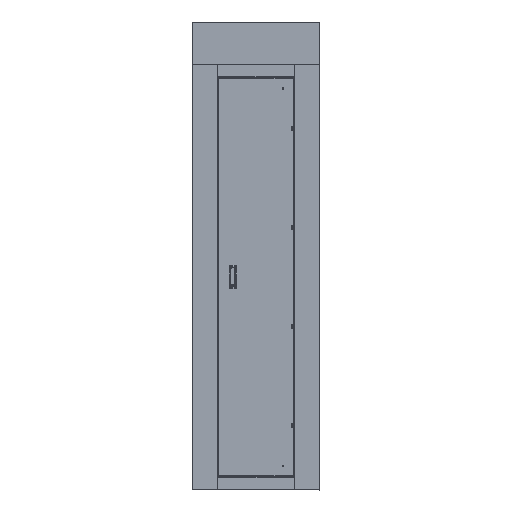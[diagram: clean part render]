
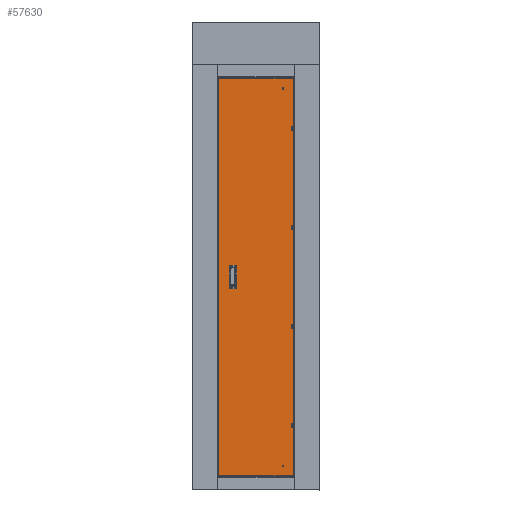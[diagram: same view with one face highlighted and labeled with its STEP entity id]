
A CAD part, top view. The second image highlights one B-rep face of the part: STEP entity #57630.
In plain terms, the highlighted planar face has unit normal (0, 0, 1).
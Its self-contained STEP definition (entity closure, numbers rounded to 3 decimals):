
#15 = DIRECTION ( 'NONE',  ( -1., 0., 0. ) ) ;
#49 = ORIENTED_EDGE ( 'NONE', *, *, #3853, .F. ) ;
#143 = DIRECTION ( 'NONE',  ( -1., 0., 0. ) ) ;
#240 = CARTESIAN_POINT ( 'NONE',  ( -67.388, 871.112, 1474. ) ) ;
#1930 = VERTEX_POINT ( 'NONE', #43250 ) ;
#2360 = CARTESIAN_POINT ( 'NONE',  ( -15.388, -10.888, 1474. ) ) ;
#2859 = AXIS2_PLACEMENT_3D ( 'NONE', #32807, #5385, #37382 ) ;
#3247 = CARTESIAN_POINT ( 'NONE',  ( -15.388, -119.888, 1474. ) ) ;
#3582 = CIRCLE ( 'NONE', #57365, 1. ) ;
#3853 = EDGE_CURVE ( 'NONE', #28169, #23186, #35137, .T. ) ;
#3860 = CARTESIAN_POINT ( 'NONE',  ( -15.388, -120.888, 1474. ) ) ;
#3976 = ORIENTED_EDGE ( 'NONE', *, *, #6792, .F. ) ;
#5385 = DIRECTION ( 'NONE',  ( 0., 0., -1. ) ) ;
#5955 = CARTESIAN_POINT ( 'NONE',  ( -14.388, -10.888, 1474. ) ) ;
#6036 = DIRECTION ( 'NONE',  ( 0., -1., 0. ) ) ;
#6385 = EDGE_CURVE ( 'NONE', #23927, #31300, #24074, .T. ) ;
#6651 = CARTESIAN_POINT ( 'NONE',  ( -15.388, -11.888, 1474. ) ) ;
#6757 = ORIENTED_EDGE ( 'NONE', *, *, #6385, .T. ) ;
#6792 = EDGE_CURVE ( 'NONE', #19964, #48928, #49231, .T. ) ;
#9283 = AXIS2_PLACEMENT_3D ( 'NONE', #54937, #27393, #15 ) ;
#11077 = CARTESIAN_POINT ( 'NONE',  ( 18.612, -119.888, 1474. ) ) ;
#11167 = CARTESIAN_POINT ( 'NONE',  ( 17.612, -119.888, 1474. ) ) ;
#11408 = EDGE_CURVE ( 'NONE', #24264, #31247, #27229, .T. ) ;
#11557 = DIRECTION ( 'NONE',  ( -1., 0., 0. ) ) ;
#15218 = ORIENTED_EDGE ( 'NONE', *, *, #38171, .T. ) ;
#15772 = DIRECTION ( 'NONE',  ( -1., 0., 0. ) ) ;
#16539 = CARTESIAN_POINT ( 'NONE',  ( -65.388, 871.112, 1474. ) ) ;
#17121 = AXIS2_PLACEMENT_3D ( 'NONE', #55070, #27520, #143 ) ;
#18302 = ORIENTED_EDGE ( 'NONE', *, *, #24525, .T. ) ;
#18324 = CARTESIAN_POINT ( 'NONE',  ( 18.612, -120.888, 1474. ) ) ;
#19964 = VERTEX_POINT ( 'NONE', #6651 ) ;
#21090 = EDGE_CURVE ( 'NONE', #35482, #23186, #3582, .T. ) ;
#21157 = CIRCLE ( 'NONE', #2859, 1. ) ;
#21928 = DIRECTION ( 'NONE',  ( -1., 0., 0. ) ) ;
#23186 = VERTEX_POINT ( 'NONE', #40842 ) ;
#23809 = EDGE_CURVE ( 'NONE', #35482, #1930, #47805, .T. ) ;
#23927 = VERTEX_POINT ( 'NONE', #47586 ) ;
#24074 = LINE ( 'NONE', #55583, #47026 ) ;
#24264 = VERTEX_POINT ( 'NONE', #45546 ) ;
#24525 = EDGE_CURVE ( 'NONE', #57574, #1930, #21157, .T. ) ;
#25662 = VECTOR ( 'NONE', #11557, 1000. ) ;
#26873 = CARTESIAN_POINT ( 'NONE',  ( -14.388, -119.888, 1474. ) ) ;
#26875 = ORIENTED_EDGE ( 'NONE', *, *, #23809, .F. ) ;
#27088 = EDGE_CURVE ( 'NONE', #19964, #56644, #31540, .T. ) ;
#27229 = LINE ( 'NONE', #240, #51681 ) ;
#27393 = DIRECTION ( 'NONE',  ( 0., 0., -1. ) ) ;
#27520 = DIRECTION ( 'NONE',  ( 0., 0., -1. ) ) ;
#28169 = VERTEX_POINT ( 'NONE', #30805 ) ;
#29095 = EDGE_CURVE ( 'NONE', #23927, #24264, #52953, .T. ) ;
#30618 = AXIS2_PLACEMENT_3D ( 'NONE', #26873, #59087, #31500 ) ;
#30805 = CARTESIAN_POINT ( 'NONE',  ( -14.388, -120.888, 1474. ) ) ;
#31247 = VERTEX_POINT ( 'NONE', #38380 ) ;
#31300 = VERTEX_POINT ( 'NONE', #38579 ) ;
#31500 = DIRECTION ( 'NONE',  ( -1., 0., 0. ) ) ;
#31540 = CIRCLE ( 'NONE', #17121, 1. ) ;
#31761 = DIRECTION ( 'NONE',  ( 0., 1., 0. ) ) ;
#32265 = DIRECTION ( 'NONE',  ( 0., 1., 0. ) ) ;
#32642 = EDGE_LOOP ( 'NONE', ( #3976, #46890, #33950, #18302, #26875, #59331, #49, #15218 ) ) ;
#32807 = CARTESIAN_POINT ( 'NONE',  ( 17.612, -11.888, 1474. ) ) ;
#32934 = VECTOR ( 'NONE', #39317, 1000. ) ;
#33723 = VECTOR ( 'NONE', #39687, 1000. ) ;
#33950 = ORIENTED_EDGE ( 'NONE', *, *, #53037, .F. ) ;
#35137 = LINE ( 'NONE', #44056, #33723 ) ;
#35482 = VERTEX_POINT ( 'NONE', #11077 ) ;
#37382 = DIRECTION ( 'NONE',  ( -1., 0., 0. ) ) ;
#37846 = LINE ( 'NONE', #2360, #25662 ) ;
#38065 = ORIENTED_EDGE ( 'NONE', *, *, #56872, .F. ) ;
#38171 = EDGE_CURVE ( 'NONE', #28169, #48928, #55636, .T. ) ;
#38380 = CARTESIAN_POINT ( 'NONE',  ( -67.388, 871.112, 1474. ) ) ;
#38550 = FACE_BOUND ( 'NONE', #32642, .T. ) ;
#38579 = CARTESIAN_POINT ( 'NONE',  ( 286.612, 871.112, 1474. ) ) ;
#39317 = DIRECTION ( 'NONE',  ( 1., 0., 0. ) ) ;
#39687 = DIRECTION ( 'NONE',  ( 1., 0., 0. ) ) ;
#40831 = PLANE ( 'NONE',  #9283 ) ;
#40842 = CARTESIAN_POINT ( 'NONE',  ( 17.612, -120.888, 1474. ) ) ;
#40866 = EDGE_LOOP ( 'NONE', ( #46046, #6757, #38065, #41283 ) ) ;
#41283 = ORIENTED_EDGE ( 'NONE', *, *, #11408, .F. ) ;
#43191 = DIRECTION ( 'NONE',  ( 0., 0., -1. ) ) ;
#43250 = CARTESIAN_POINT ( 'NONE',  ( 18.612, -11.888, 1474. ) ) ;
#44056 = CARTESIAN_POINT ( 'NONE',  ( -15.388, -120.888, 1474. ) ) ;
#44989 = CARTESIAN_POINT ( 'NONE',  ( -67.388, -1002.888, 1474. ) ) ;
#45546 = CARTESIAN_POINT ( 'NONE',  ( -67.388, -1002.888, 1474. ) ) ;
#46046 = ORIENTED_EDGE ( 'NONE', *, *, #29095, .F. ) ;
#46890 = ORIENTED_EDGE ( 'NONE', *, *, #27088, .T. ) ;
#47026 = VECTOR ( 'NONE', #54967, 1000. ) ;
#47586 = CARTESIAN_POINT ( 'NONE',  ( 286.612, -1002.888, 1474. ) ) ;
#47805 = LINE ( 'NONE', #18324, #49238 ) ;
#48928 = VERTEX_POINT ( 'NONE', #3247 ) ;
#49231 = LINE ( 'NONE', #3860, #58655 ) ;
#49238 = VECTOR ( 'NONE', #31761, 1000. ) ;
#49318 = FACE_OUTER_BOUND ( 'NONE', #40866, .T. ) ;
#51515 = VECTOR ( 'NONE', #21928, 1000. ) ;
#51681 = VECTOR ( 'NONE', #32265, 1000. ) ;
#52953 = LINE ( 'NONE', #44989, #51515 ) ;
#53037 = EDGE_CURVE ( 'NONE', #57574, #56644, #37846, .T. ) ;
#54937 = CARTESIAN_POINT ( 'NONE',  ( 283.612, 868.112, 1474. ) ) ;
#54967 = DIRECTION ( 'NONE',  ( 0., 1., 0. ) ) ;
#55070 = CARTESIAN_POINT ( 'NONE',  ( -14.388, -11.888, 1474. ) ) ;
#55583 = CARTESIAN_POINT ( 'NONE',  ( 286.612, 867.112, 1474. ) ) ;
#55636 = CIRCLE ( 'NONE', #30618, 1. ) ;
#56644 = VERTEX_POINT ( 'NONE', #5955 ) ;
#56872 = EDGE_CURVE ( 'NONE', #31247, #31300, #57429, .T. ) ;
#57365 = AXIS2_PLACEMENT_3D ( 'NONE', #11167, #43191, #15772 ) ;
#57429 = LINE ( 'NONE', #16539, #32934 ) ;
#57574 = VERTEX_POINT ( 'NONE', #59010 ) ;
#57630 = ADVANCED_FACE ( 'NONE', ( #38550, #49318 ), #40831, .F. ) ;
#58655 = VECTOR ( 'NONE', #6036, 1000. ) ;
#59010 = CARTESIAN_POINT ( 'NONE',  ( 17.612, -10.888, 1474. ) ) ;
#59087 = DIRECTION ( 'NONE',  ( 0., 0., -1. ) ) ;
#59331 = ORIENTED_EDGE ( 'NONE', *, *, #21090, .T. ) ;
